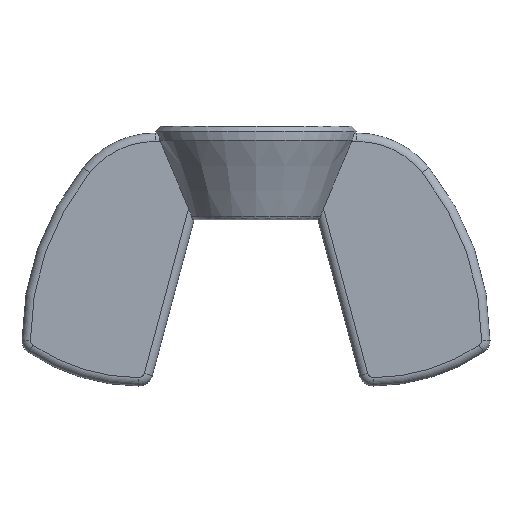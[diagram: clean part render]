
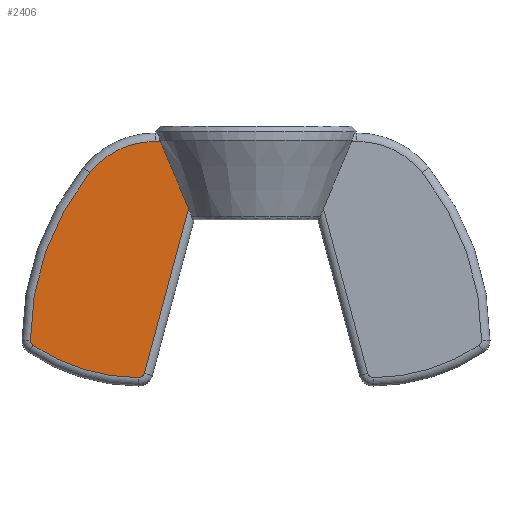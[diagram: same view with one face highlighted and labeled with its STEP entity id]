
A CAD part, front view. The second image highlights one B-rep face of the part: STEP entity #2406.
In plain terms, the highlighted planar face has unit normal (0, -1, 0).
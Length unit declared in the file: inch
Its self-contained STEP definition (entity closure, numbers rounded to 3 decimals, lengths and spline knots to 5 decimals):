
#6 = DIRECTION ( 'NONE',  ( 0., 1., 0. ) ) ;
#7 = CARTESIAN_POINT ( 'NONE',  ( -0.20769, -0.06055, -0.09074 ) ) ;
#8 = CARTESIAN_POINT ( 'NONE',  ( -0.52886, -0.06055, -0.51575 ) ) ;
#10 = DIRECTION ( 'NONE',  ( 0., 0., 1. ) ) ;
#13 = CARTESIAN_POINT ( 'NONE',  ( -0.18516, -0.06055, -0.14435 ) ) ;
#19 = DIRECTION ( 'NONE',  ( 0., 1., 0. ) ) ;
#20 = DIRECTION ( 'NONE',  ( 0., 0., 1. ) ) ;
#21 = CARTESIAN_POINT ( 'NONE',  ( -0.17799, -0.06055, -0.25683 ) ) ;
#22 = CARTESIAN_POINT ( 'NONE',  ( 0.09979, -0.06055, -0.51575 ) ) ;
#26 = CARTESIAN_POINT ( 'NONE',  ( -0.23007, -0.06055, -0.03706 ) ) ;
#27 = DIRECTION ( 'NONE',  ( -0.259, 0., -0.966 ) ) ;
#57 = DIRECTION ( 'NONE',  ( 0., 0., 1. ) ) ;
#104 = CARTESIAN_POINT ( 'NONE',  ( -0.28156, -0.06055, -0.59136 ) ) ;
#108 = DIRECTION ( 'NONE',  ( 0., 1., 0. ) ) ;
#109 = CARTESIAN_POINT ( 'NONE',  ( -0.16216, -0.06055, -0.19777 ) ) ;
#112 = DIRECTION ( 'NONE',  ( 0., 0., 1. ) ) ;
#152 = CARTESIAN_POINT ( 'NONE',  ( -0.28156, -0.06055, -0.1491 ) ) ;
#153 = CARTESIAN_POINT ( 'NONE',  ( -0.24219, -0.06055, -0.03706 ) ) ;
#161 = DIRECTION ( 'NONE',  ( 0., 0., 1. ) ) ;
#162 = DIRECTION ( 'NONE',  ( 0., 1., 0. ) ) ;
#184 = DIRECTION ( 'NONE',  ( 0., 1., 0. ) ) ;
#188 = CARTESIAN_POINT ( 'NONE',  ( -0.24219, -0.06055, -0.23962 ) ) ;
#189 = DIRECTION ( 'NONE',  ( 1., 0., 0. ) ) ;
#376 = EDGE_CURVE ( 'NONE', #1595, #1535, #1685, .T. ) ;
#377 = EDGE_CURVE ( 'NONE', #1535, #1516, #1674, .T. ) ;
#378 = EDGE_CURVE ( 'NONE', #1484, #1616, #1775, .T. ) ;
#379 = EDGE_CURVE ( 'NONE', #1587, #1595, #1966, .T. ) ;
#380 = EDGE_CURVE ( 'NONE', #1591, #1587, #1686, .T. ) ;
#381 = EDGE_CURVE ( 'NONE', #1516, #1522, #1664, .T. ) ;
#382 = EDGE_CURVE ( 'NONE', #1522, #1484, #1848, .T. ) ;
#383 = EDGE_CURVE ( 'NONE', #1616, #1591, #1701, .T. ) ;
#486 = AXIS2_PLACEMENT_3D ( 'NONE', #22, #6, #10 ) ;
#487 = AXIS2_PLACEMENT_3D ( 'NONE', #104, #19, #20 ) ;
#491 = AXIS2_PLACEMENT_3D ( 'NONE', #152, #184, #57 ) ;
#492 = AXIS2_PLACEMENT_3D ( 'NONE', #8, #108, #112 ) ;
#493 = AXIS2_PLACEMENT_3D ( 'NONE', #188, #162, #161 ) ;
#566 = AXIS2_PLACEMENT_3D ( 'NONE', #3167, #3066, #3111 ) ;
#1043 = CARTESIAN_POINT ( 'NONE',  ( -0.24219, -0.06055, -0.03706 ) ) ;
#1050 = CARTESIAN_POINT ( 'NONE',  ( -0.16216, -0.06055, -0.19777 ) ) ;
#1054 = CARTESIAN_POINT ( 'NONE',  ( -0.23007, -0.06055, -0.03706 ) ) ;
#1066 = CARTESIAN_POINT ( 'NONE',  ( -0.26856, -0.06055, -0.59485 ) ) ;
#1130 = CARTESIAN_POINT ( 'NONE',  ( -0.28156, -0.06055, -0.60482 ) ) ;
#1138 = CARTESIAN_POINT ( 'NONE',  ( -0.53639, -0.06055, -0.52691 ) ) ;
#1244 = CARTESIAN_POINT ( 'NONE',  ( -0.54232, -0.06055, -0.51575 ) ) ;
#1250 = CARTESIAN_POINT ( 'NONE',  ( -0.39979, -0.06055, -0.11237 ) ) ;
#1484 = VERTEX_POINT ( 'NONE', #1244 ) ;
#1516 = VERTEX_POINT ( 'NONE', #1130 ) ;
#1522 = VERTEX_POINT ( 'NONE', #1138 ) ;
#1535 = VERTEX_POINT ( 'NONE', #1066 ) ;
#1587 = VERTEX_POINT ( 'NONE', #1054 ) ;
#1591 = VERTEX_POINT ( 'NONE', #1043 ) ;
#1595 = VERTEX_POINT ( 'NONE', #1050 ) ;
#1616 = VERTEX_POINT ( 'NONE', #1250 ) ;
#1664 = CIRCLE ( 'NONE', #491, 0.45571 ) ;
#1674 = CIRCLE ( 'NONE', #487, 0.01345 ) ;
#1685 = LINE ( 'NONE', #21, #1811 ) ;
#1686 = LINE ( 'NONE', #153, #1790 ) ;
#1701 = CIRCLE ( 'NONE', #493, 0.20257 ) ;
#1775 = CIRCLE ( 'NONE', #486, 0.64211 ) ;
#1790 = VECTOR ( 'NONE', #189, 39.37008 ) ;
#1811 = VECTOR ( 'NONE', #27, 39.37008 ) ;
#1848 = CIRCLE ( 'NONE', #492, 0.01345 ) ;
#1870 = FACE_OUTER_BOUND ( 'NONE', #2076, .T. ) ;
#1966 = B_SPLINE_CURVE_WITH_KNOTS ( 'NONE', 3,
 ( #26, #7, #13, #109 ),
 .UNSPECIFIED., .F., .F.,
 ( 4, 4 ),
 ( 0.00217, 0.0066 ),
 .UNSPECIFIED. ) ;
#2076 = EDGE_LOOP ( 'NONE', ( #2917, #2922, #2920, #2921, #2918, #2919, #2912, #2906 ) ) ;
#2406 = ADVANCED_FACE ( 'NONE', ( #1870 ), #3081, .F. ) ;
#2906 = ORIENTED_EDGE ( 'NONE', *, *, #376, .F. ) ;
#2912 = ORIENTED_EDGE ( 'NONE', *, *, #377, .F. ) ;
#2917 = ORIENTED_EDGE ( 'NONE', *, *, #379, .F. ) ;
#2918 = ORIENTED_EDGE ( 'NONE', *, *, #382, .F. ) ;
#2919 = ORIENTED_EDGE ( 'NONE', *, *, #381, .F. ) ;
#2920 = ORIENTED_EDGE ( 'NONE', *, *, #383, .F. ) ;
#2921 = ORIENTED_EDGE ( 'NONE', *, *, #378, .F. ) ;
#2922 = ORIENTED_EDGE ( 'NONE', *, *, #380, .F. ) ;
#3066 = DIRECTION ( 'NONE',  ( 0., 1., 0. ) ) ;
#3081 = PLANE ( 'NONE',  #566 ) ;
#3111 = DIRECTION ( 'NONE',  ( 0., 0., 1. ) ) ;
#3167 = CARTESIAN_POINT ( 'NONE',  ( -0.24219, -0.06055, -0.23962 ) ) ;
